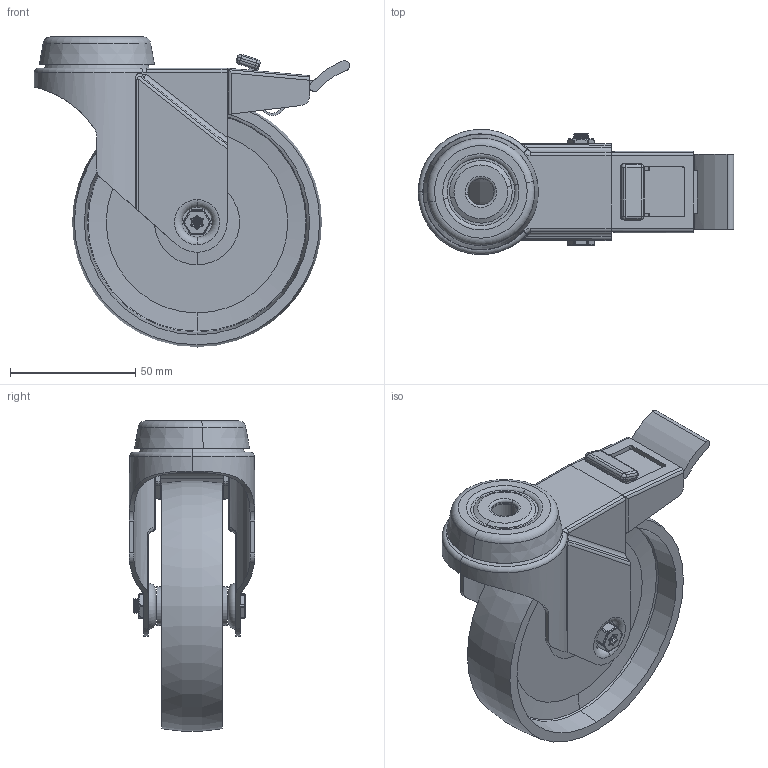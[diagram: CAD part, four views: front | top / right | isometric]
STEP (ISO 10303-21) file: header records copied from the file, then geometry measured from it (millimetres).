
FILE_DESCRIPTION(('STEP AP203'),'1');
FILE_NAME('BZRA100PLBH10SWB.STEP','2023-06-07T10:02:54',(' '),(' '),'Spatial InterOp 3D',' ',' ');
FILE_SCHEMA(('CONFIG_CONTROL_DESIGN'));
Length unit declared in the file: metre
Products named in the file (15): BZRA100ASBH10SWB; ZINC PLATED PRESSED STEEL HEAD; ZINC PLATED PRESSED STEEL FORKS; ZINC PLATED PRESSED STEEL BRAKE; NYLON BRAKE PEDAL; BRAKE PAD; BZRA100PLBH10SWB; BZL100WPL; POLYPROPYLENE WHEEL; TUBEM8X30; ZINC PLATED AXLE TUBE; BOLTBZRA6MM; ZINC PLATED AXLE BOLT; NM6GR8HALFGR8; ZINC PLATED LOCKING NUT
Assembly tree (14 placements, depth 3):
  BZRA100PLBH10SWB
    BZRA100ASBH10SWB
      ZINC PLATED PRESSED STEEL HEAD
      ZINC PLATED PRESSED STEEL FORKS
      ZINC PLATED PRESSED STEEL BRAKE
      NYLON BRAKE PEDAL
      BRAKE PAD
    BZL100WPL
      POLYPROPYLENE WHEEL
    TUBEM8X30
      ZINC PLATED AXLE TUBE
    BOLTBZRA6MM
      ZINC PLATED AXLE BOLT
    NM6GR8HALFGR8
      ZINC PLATED LOCKING NUT
Bounding box: 126 x 50 x 123.89 mm (x, y, z)
Volume: 104289.3 mm3; surface area: 73902.3 mm2
Topology: 9 solids, 9 shells, 620 faces, 1589 edges, 989 vertices
Faces by surface type: cylinder 250, plane 198, torus 70, cone 48, bspline 36, sphere 18
Entity records: 37233 total; most frequent: CARTESIAN_POINT 21334, DIRECTION 3311, ORIENTED_EDGE 3146, EDGE_CURVE 1573, AXIS2_PLACEMENT_3D 1306, VERTEX_POINT 989, LINE 699, VECTOR 699
